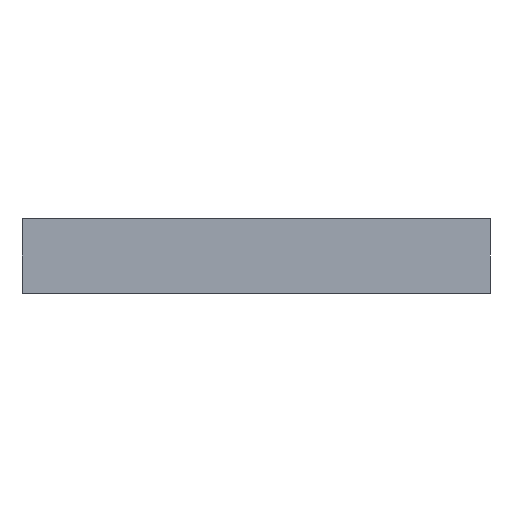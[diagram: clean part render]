
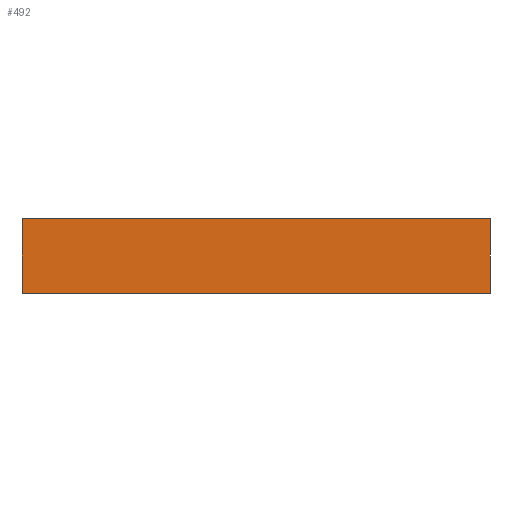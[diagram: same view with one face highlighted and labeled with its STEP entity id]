
A CAD part, left-side view. The second image highlights one B-rep face of the part: STEP entity #492.
In plain terms, the highlighted planar face has unit normal (-1, 0, 0).
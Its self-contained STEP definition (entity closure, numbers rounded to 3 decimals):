
#40 = FACE_OUTER_BOUND ( 'NONE', #656, .T. ) ;
#94 = ORIENTED_EDGE ( 'NONE', *, *, #584, .T. ) ;
#103 = DIRECTION ( 'NONE',  ( 0., -1., 0. ) ) ;
#132 = VERTEX_POINT ( 'NONE', #919 ) ;
#169 = DIRECTION ( 'NONE',  ( 0., 0., -1. ) ) ;
#198 = CARTESIAN_POINT ( 'NONE',  ( -60., -37.5, -6. ) ) ;
#214 = ORIENTED_EDGE ( 'NONE', *, *, #663, .F. ) ;
#243 = EDGE_CURVE ( 'NONE', #945, #866, #1027, .T. ) ;
#273 = ORIENTED_EDGE ( 'NONE', *, *, #321, .F. ) ;
#282 = VECTOR ( 'NONE', #1108, 1000. ) ;
#313 = VECTOR ( 'NONE', #103, 1000. ) ;
#321 = EDGE_CURVE ( 'NONE', #567, #132, #690, .T. ) ;
#333 = LINE ( 'NONE', #469, #282 ) ;
#334 = CARTESIAN_POINT ( 'NONE',  ( -60., -37.5, 6. ) ) ;
#364 = VECTOR ( 'NONE', #918, 1000. ) ;
#399 = LINE ( 'NONE', #450, #364 ) ;
#450 = CARTESIAN_POINT ( 'NONE',  ( -60., 37.5, 6. ) ) ;
#466 = AXIS2_PLACEMENT_3D ( 'NONE', #334, #714, #169 ) ;
#469 = CARTESIAN_POINT ( 'NONE',  ( -60., -37.5, 6. ) ) ;
#492 = ADVANCED_FACE ( 'NONE', ( #40 ), #624, .F. ) ;
#510 = ORIENTED_EDGE ( 'NONE', *, *, #243, .T. ) ;
#534 = CARTESIAN_POINT ( 'NONE',  ( -60., 37.5, 6. ) ) ;
#567 = VERTEX_POINT ( 'NONE', #534 ) ;
#584 = EDGE_CURVE ( 'NONE', #567, #945, #399, .T. ) ;
#624 = PLANE ( 'NONE',  #466 ) ;
#656 = EDGE_LOOP ( 'NONE', ( #510, #214, #273, #94 ) ) ;
#663 = EDGE_CURVE ( 'NONE', #132, #866, #333, .T. ) ;
#664 = VECTOR ( 'NONE', #666, 1000. ) ;
#666 = DIRECTION ( 'NONE',  ( 0., -1., 0. ) ) ;
#689 = CARTESIAN_POINT ( 'NONE',  ( -60., 37.5, -6. ) ) ;
#690 = LINE ( 'NONE', #863, #664 ) ;
#714 = DIRECTION ( 'NONE',  ( 1., 0., 0. ) ) ;
#863 = CARTESIAN_POINT ( 'NONE',  ( -60., -37.5, 6. ) ) ;
#866 = VERTEX_POINT ( 'NONE', #966 ) ;
#918 = DIRECTION ( 'NONE',  ( 0., 0., -1. ) ) ;
#919 = CARTESIAN_POINT ( 'NONE',  ( -60., -37.5, 6. ) ) ;
#945 = VERTEX_POINT ( 'NONE', #689 ) ;
#966 = CARTESIAN_POINT ( 'NONE',  ( -60., -37.5, -6. ) ) ;
#1027 = LINE ( 'NONE', #198, #313 ) ;
#1108 = DIRECTION ( 'NONE',  ( 0., 0., -1. ) ) ;
